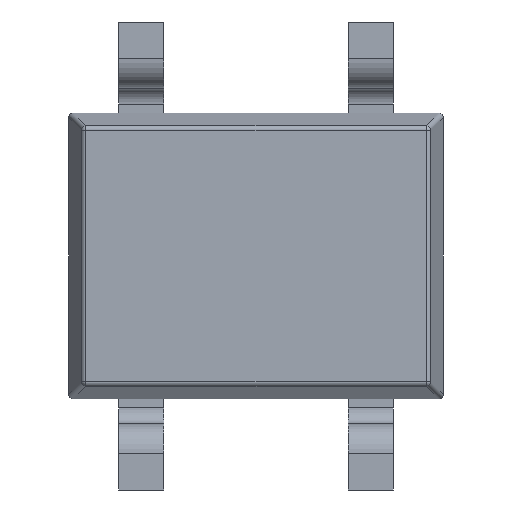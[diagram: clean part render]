
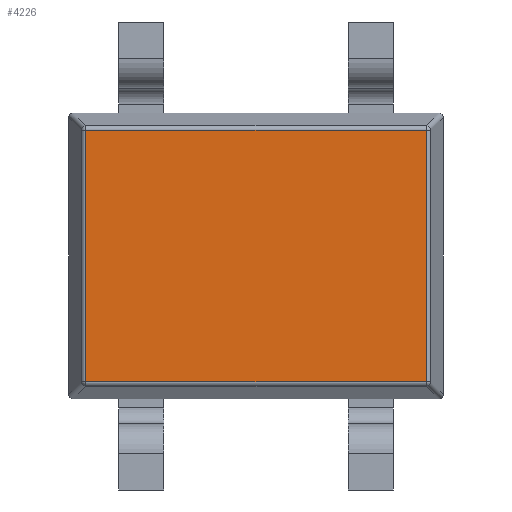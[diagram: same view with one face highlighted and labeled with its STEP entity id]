
A CAD part, front view. The second image highlights one B-rep face of the part: STEP entity #4226.
In plain terms, the highlighted planar face has unit normal (0, -1, 0).
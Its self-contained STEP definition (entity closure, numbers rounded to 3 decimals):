
#1161 = LINE ( 'NONE', #14651, #9125 ) ;
#1308 = EDGE_CURVE ( 'NONE', #6524, #11974, #9242, .T. ) ;
#1469 = CARTESIAN_POINT ( 'NONE',  ( 3.783, 0.15, 2.798 ) ) ;
#2821 = VERTEX_POINT ( 'NONE', #1469 ) ;
#3147 = DIRECTION ( 'NONE',  ( 0., 0., -1. ) ) ;
#3182 = ORIENTED_EDGE ( 'NONE', *, *, #15285, .T. ) ;
#4226 = ADVANCED_FACE ( 'NONE', ( #11585 ), #11514, .F. ) ;
#4244 = ORIENTED_EDGE ( 'NONE', *, *, #6695, .T. ) ;
#4708 = CARTESIAN_POINT ( 'NONE',  ( -3.783, 0.15, -2.798 ) ) ;
#5065 = CARTESIAN_POINT ( 'NONE',  ( 3.86, 0.15, -2.798 ) ) ;
#5703 = EDGE_LOOP ( 'NONE', ( #8061, #4244, #3182, #11943 ) ) ;
#6293 = EDGE_CURVE ( 'NONE', #2821, #6524, #10760, .T. ) ;
#6524 = VERTEX_POINT ( 'NONE', #10003 ) ;
#6695 = EDGE_CURVE ( 'NONE', #11974, #8325, #12483, .T. ) ;
#6754 = CARTESIAN_POINT ( 'NONE',  ( 3.783, 0.15, -2.798 ) ) ;
#8061 = ORIENTED_EDGE ( 'NONE', *, *, #1308, .T. ) ;
#8325 = VERTEX_POINT ( 'NONE', #6754 ) ;
#8906 = VECTOR ( 'NONE', #11933, 1000. ) ;
#9125 = VECTOR ( 'NONE', #14822, 1000. ) ;
#9242 = LINE ( 'NONE', #14205, #10594 ) ;
#10003 = CARTESIAN_POINT ( 'NONE',  ( -3.783, 0.15, 2.798 ) ) ;
#10594 = VECTOR ( 'NONE', #3147, 1000. ) ;
#10760 = LINE ( 'NONE', #15721, #12580 ) ;
#11514 = PLANE ( 'NONE',  #11967 ) ;
#11585 = FACE_OUTER_BOUND ( 'NONE', #5703, .T. ) ;
#11666 = CARTESIAN_POINT ( 'NONE',  ( 0., 0.15, 0. ) ) ;
#11933 = DIRECTION ( 'NONE',  ( 1., 0., 0. ) ) ;
#11943 = ORIENTED_EDGE ( 'NONE', *, *, #6293, .T. ) ;
#11967 = AXIS2_PLACEMENT_3D ( 'NONE', #11666, #14101, #15100 ) ;
#11974 = VERTEX_POINT ( 'NONE', #4708 ) ;
#12483 = LINE ( 'NONE', #5065, #8906 ) ;
#12580 = VECTOR ( 'NONE', #12929, 1000. ) ;
#12929 = DIRECTION ( 'NONE',  ( -1., 0., 0. ) ) ;
#14101 = DIRECTION ( 'NONE',  ( 0., 1., 0. ) ) ;
#14205 = CARTESIAN_POINT ( 'NONE',  ( -3.783, 0.15, -2.875 ) ) ;
#14651 = CARTESIAN_POINT ( 'NONE',  ( 3.783, 0.15, 2.875 ) ) ;
#14822 = DIRECTION ( 'NONE',  ( 0., 0., 1. ) ) ;
#15100 = DIRECTION ( 'NONE',  ( 0., 0., 1. ) ) ;
#15285 = EDGE_CURVE ( 'NONE', #8325, #2821, #1161, .T. ) ;
#15721 = CARTESIAN_POINT ( 'NONE',  ( -3.86, 0.15, 2.798 ) ) ;
